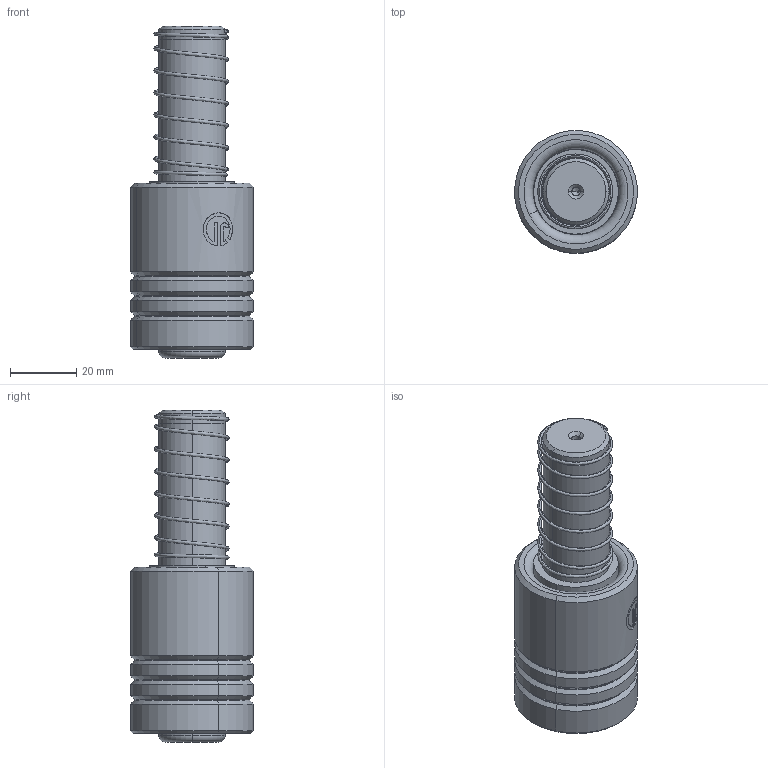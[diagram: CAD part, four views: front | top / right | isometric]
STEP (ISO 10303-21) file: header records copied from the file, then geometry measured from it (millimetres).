
FILE_DESCRIPTION (( 'STEP AP214' ), '1' );
FILE_NAME ('LBSH LBJH-D20-L100.STEP', '2021-08-12T09:25:45', ( '' ), ( '' ), 'SwSTEP 2.0', 'SolidWorks 2016', '' );
FILE_SCHEMA (( 'AUTOMOTIVE_DESIGN' ));
Length unit declared in the file: millimetre
Products named in the file (189): BALL-D3; BSH-D25.5-20.5-50郪蚾; BSH25.5-20.5-L50; TBB-D37-d26-L50; DDP-D20-L100; HWP-D22.5-d20.5-L40; LBSH LBJH-D20-L100
Assembly tree (184 placements, depth 3):
  BALL-D3
  BALL-D3
  BALL-D3
  BALL-D3
  BALL-D3
Bounding box: 36.91 x 36.91 x 100 mm (x, y, z)
Volume: 66802.7 mm3; surface area: 35503.1 mm2
Topology: 180 solids, 180 shells, 801 faces, 3439 edges, 2282 vertices
Faces by surface type: sphere 704, cone 28, cylinder 24, torus 16, plane 15, bspline 14
Entity records: 34894 total; most frequent: CARTESIAN_POINT 19890, ORIENTED_EDGE 2636, DIRECTION 2246, EDGE_CURVE 1318, AXIS2_PLACEMENT_3D 1083, VERTEX_POINT 862, EDGE_LOOP 792, B_SPLINE_CURVE_WITH_KNOTS 785
